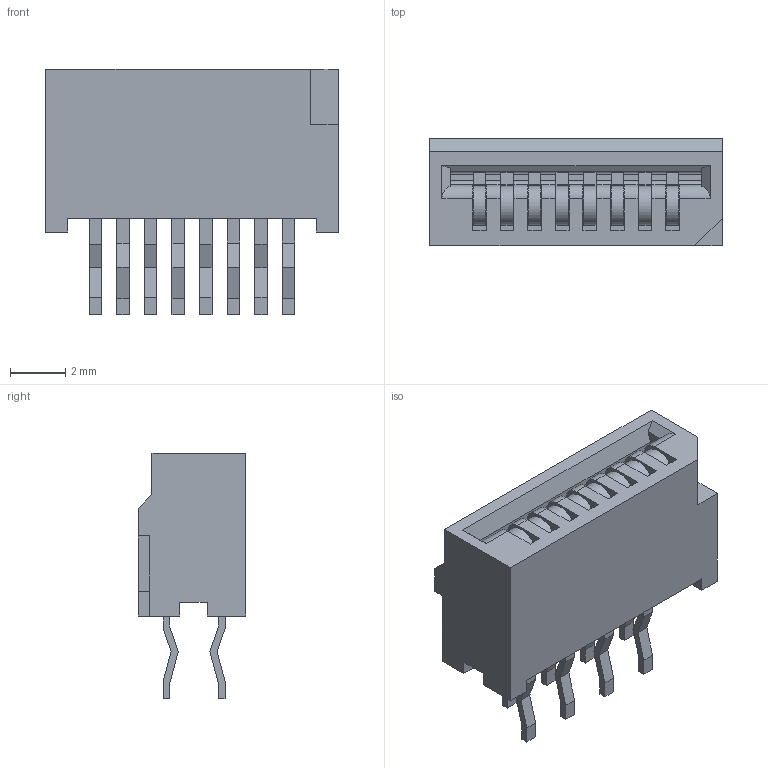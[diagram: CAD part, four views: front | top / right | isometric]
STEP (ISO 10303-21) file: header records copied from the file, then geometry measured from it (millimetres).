
FILE_DESCRIPTION(/* description */ ('','CAx-IF Rec.Pracs.---Representation and Presentation of Product Manufacturing Information (PMI)---4.0---2014-10-13'),/* implementation_level */ '2;1');
FILE_NAME(/* name */ 'HLW8S-2C7LF.stp',/* time_stamp */ '2020-11-27T11:22:31-04:00',/* author */ ('lvasquez'),/* organization */ ('FCI - CDC Division'),/* preprocessor_version */ 'ST-DEVELOPER v17',/* originating_system */ 'Autodesk Inventor 2019',/* authorisation */ '');
FILE_SCHEMA (('AP242_MANAGED_MODEL_BASED_3D_ENGINEERING_MIM_LF { 1 0 10303 442 1 1 4 }'));
Length unit declared in the file: millimetre
Products named in the file (1): shlw08s-2c7_lf
Bounding box: 10.6 x 3.9 x 8.9 mm (x, y, z)
Volume: 167 mm3; surface area: 563.2 mm2
Topology: 17 solids, 17 shells, 386 faces, 1022 edges, 675 vertices
Faces by surface type: plane 343, cylinder 43
Entity records: 12052 total; most frequent: CARTESIAN_POINT 2109, ORIENTED_EDGE 2044, DIRECTION 1918, EDGE_CURVE 1022, LINE 934, VECTOR 934, VERTEX_POINT 675, AXIS2_PLACEMENT_3D 496
